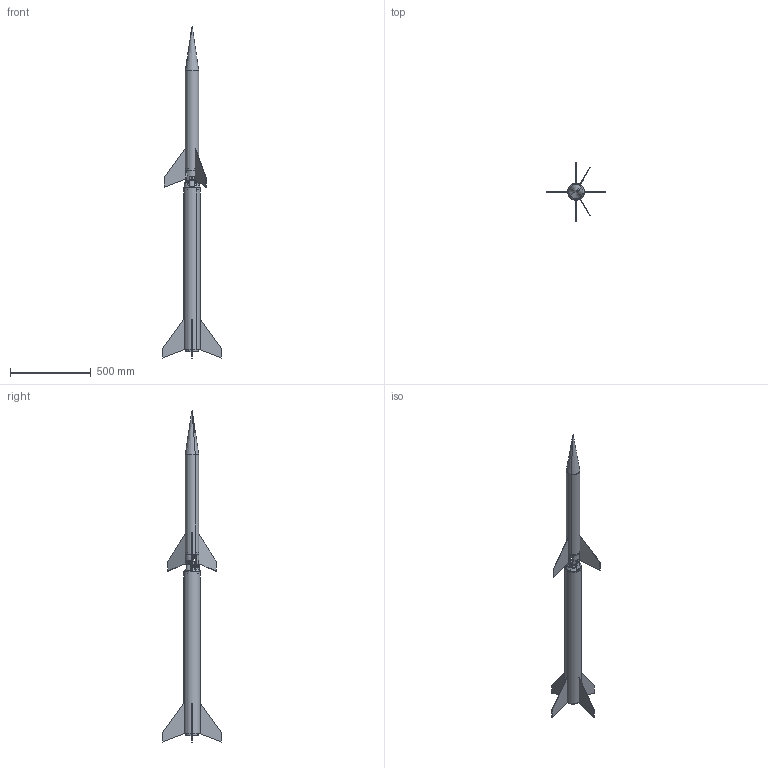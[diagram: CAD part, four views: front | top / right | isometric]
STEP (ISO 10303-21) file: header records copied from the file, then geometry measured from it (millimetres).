
FILE_DESCRIPTION(('CATIA V5 STEP Exchange'),'2;1');
FILE_NAME('SP02.stp','2025-05-11T13:28:15+00:00',('none'),('none'),'CATIA Version 5 Release 19 GA (IN-10)','CATIA V5 STEP AP203','none');
FILE_SCHEMA(('CONFIG_CONTROL_DESIGN'));
Length unit declared in the file: millimetre
Products named in the file (4): SP02; SP02_ALPHA; SP02_ALPHA_SEPA; SP02_BETA
Assembly tree (34 placements, depth 4):
  SP02
    SP02_ALPHA
      #62
      #379
      SP02_ALPHA_SEPA
        #554
        #5199  x3
        #5643  x2
        #6145  x6
        #6450  x3
        #7100
        #7745  x3
        #7920  x3
      #8260
    SP02_BETA
      #9140
      #9315
      #13202
      #13954
      #14123
      #14203
Bounding box: 364 x 364 x 2050.3 mm (x, y, z)
Volume: 4804637.2 mm3; surface area: 1554507.5 mm2
Topology: 36 solids, 36 shells, 642 faces, 1618 edges, 1066 vertices
Faces by surface type: plane 316, cylinder 303, cone 19, sphere 2, torus 2
Entity records: 14584 total; most frequent: CARTESIAN_POINT 3170, ORIENTED_EDGE 2448, DIRECTION 1893, EDGE_CURVE 1224, AXIS2_PLACEMENT_3D 863, VERTEX_POINT 806, VECTOR 631, LINE 631
